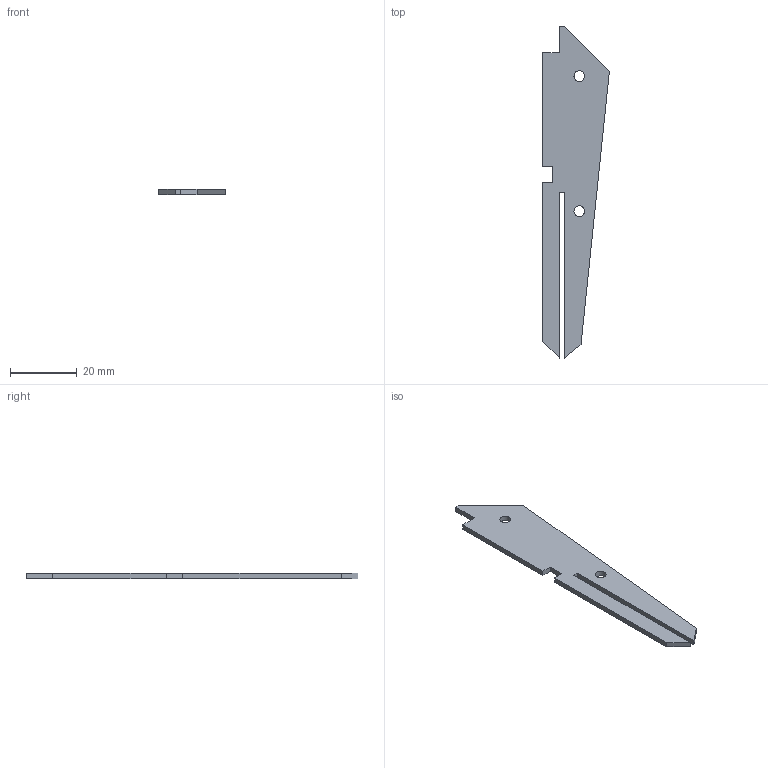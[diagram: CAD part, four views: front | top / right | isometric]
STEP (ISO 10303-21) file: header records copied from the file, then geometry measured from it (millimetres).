
FILE_DESCRIPTION(('KiCad electronic assembly'),'2;1');
FILE_NAME('custom_keyboard plate v3 foot.step','2022-03-05T17:17:49',( 'Pcbnew'),('Kicad'),'Open CASCADE STEP processor 7.5', 'KiCad to STEP converter','Unknown');
FILE_SCHEMA(('AUTOMOTIVE_DESIGN { 1 0 10303 214 1 1 1 1 }'));
Length unit declared in the file: millimetre
Products named in the file (2): custom_keyboard plate v3 foot 1; custom_keyboard plate v3 foot PCB
Assembly tree (1 placements, depth 2):
  custom_keyboard plate v3 foot 1
    custom_keyboard plate v3 foot PCB
Bounding box: 20 x 99.5 x 1.6 mm (x, y, z)
Volume: 2157.7 mm3; surface area: 3245.3 mm2
Topology: 1 solids, 1 shells, 19 faces, 51 edges, 34 vertices
Faces by surface type: plane 17, cylinder 2
Full cylindrical faces by diameter (mm): 3.2 x2
Entity records: 1319 total; most frequent: CARTESIAN_POINT 232, DIRECTION 195, LINE 145, VECTOR 145, ORIENTED_EDGE 102, PCURVE 102, DEFINITIONAL_REPRESENTATION 102, EDGE_CURVE 51
